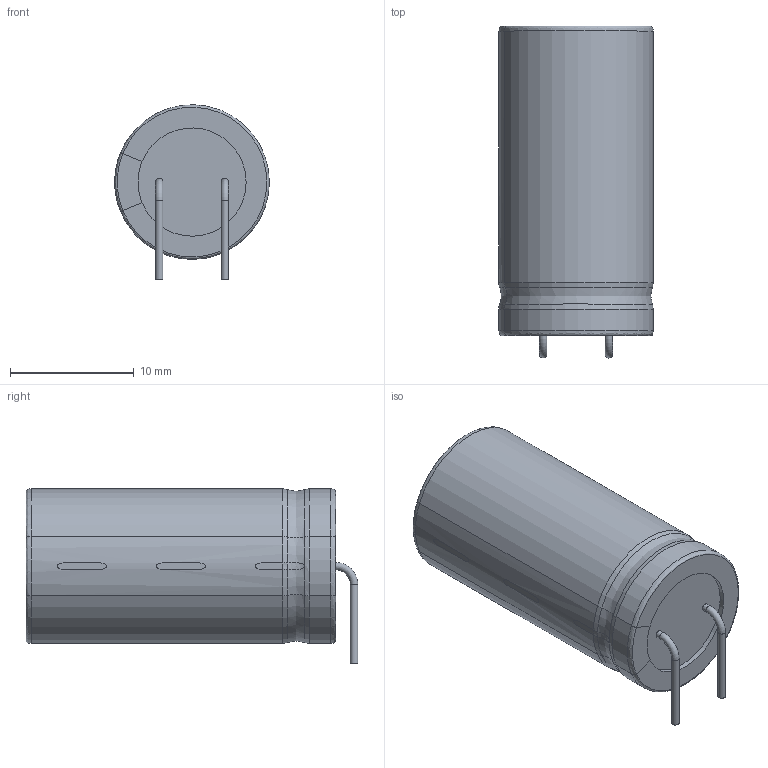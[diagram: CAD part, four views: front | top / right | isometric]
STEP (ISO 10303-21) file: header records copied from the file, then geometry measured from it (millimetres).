
FILE_DESCRIPTION(/* description */ (''),/* implementation_level */ '2;1');
FILE_NAME(/* name */ 'CP_Radial_L25_D12.5_P5.3_Horizontal.step',/* time_stamp */ '2022-10-20T10:46:03+03:00',/* author */ (''),/* organization */ (''),/* preprocessor_version */ 'ST-DEVELOPER v19',/* originating_system */ 'Autodesk Translation Framework v11.7.0.108',/* authorisation */ '');
FILE_SCHEMA (('AUTOMOTIVE_DESIGN { 1 0 10303 214 3 1 1 }'));
Length unit declared in the file: millimetre
Products named in the file (2): CP_Radial_L25_D12.5_P5.3_Horizontal; CP_Radial_D12.5mm_P5.00mm v1
Assembly tree (1 placements, depth 2):
  CP_Radial_L25_D12.5_P5.3_Horizontal
    CP_Radial_D12.5mm_P5.00mm v1
Bounding box: 12.5 x 26.8 x 14.1 mm (x, y, z)
Volume: 3013.7 mm3; surface area: 1402.2 mm2
Topology: 1 solids, 2 shells, 56 faces, 141 edges, 93 vertices
Faces by surface type: plane 23, cylinder 16, bspline 15, torus 2
Full cylindrical faces by diameter (mm): 0.6 x4, 8.75 x1
Entity records: 3116 total; most frequent: CARTESIAN_POINT 1647, DIRECTION 288, ORIENTED_EDGE 282, EDGE_CURVE 141, AXIS2_PLACEMENT_3D 119, VERTEX_POINT 93, CIRCLE 61, EDGE_LOOP 60
